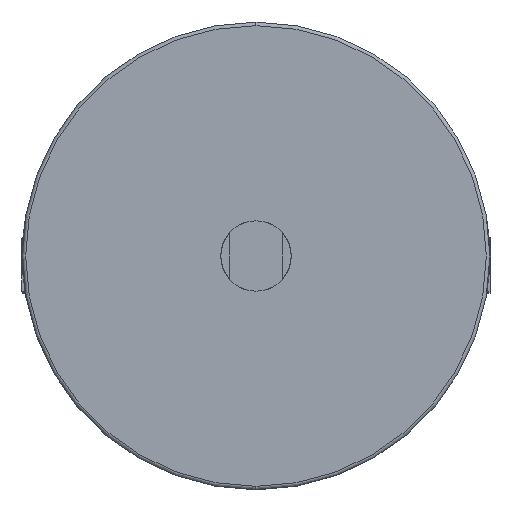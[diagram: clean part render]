
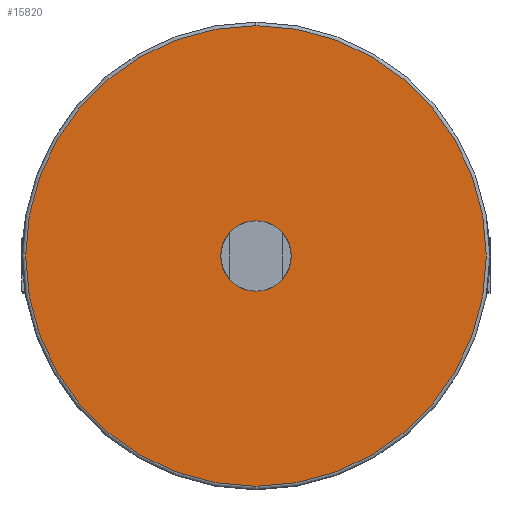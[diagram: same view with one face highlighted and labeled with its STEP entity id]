
A CAD part, left-side view. The second image highlights one B-rep face of the part: STEP entity #15820.
In plain terms, the highlighted planar face has unit normal (-1, 0, 0).
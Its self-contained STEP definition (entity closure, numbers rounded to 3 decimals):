
#778 = CARTESIAN_POINT ( 'NONE',  ( -575., 0., 0. ) ) ;
#1060 = VERTEX_POINT ( 'NONE', #11635 ) ;
#1528 = FACE_OUTER_BOUND ( 'NONE', #5409, .T. ) ;
#1634 = VERTEX_POINT ( 'NONE', #1653 ) ;
#1653 = CARTESIAN_POINT ( 'NONE',  ( -575., 0., 10. ) ) ;
#2093 = AXIS2_PLACEMENT_3D ( 'NONE', #778, #9563, #2116 ) ;
#2116 = DIRECTION ( 'NONE',  ( 0., 0., 1. ) ) ;
#2999 = EDGE_CURVE ( 'NONE', #4735, #1060, #11447, .T. ) ;
#3269 = VERTEX_POINT ( 'NONE', #12161 ) ;
#3579 = DIRECTION ( 'NONE',  ( -1., 0., 0. ) ) ;
#4735 = VERTEX_POINT ( 'NONE', #7230 ) ;
#5278 = AXIS2_PLACEMENT_3D ( 'NONE', #6022, #14545, #7247 ) ;
#5409 = EDGE_LOOP ( 'NONE', ( #13245, #13826 ) ) ;
#5693 = CARTESIAN_POINT ( 'NONE',  ( -575., 0., 0. ) ) ;
#6022 = CARTESIAN_POINT ( 'NONE',  ( -575., 0., 0. ) ) ;
#6639 = AXIS2_PLACEMENT_3D ( 'NONE', #5693, #14238, #6916 ) ;
#6916 = DIRECTION ( 'NONE',  ( 0., 0., 1. ) ) ;
#7230 = CARTESIAN_POINT ( 'NONE',  ( -575., 0., 65.5 ) ) ;
#7247 = DIRECTION ( 'NONE',  ( 0., 0., 1. ) ) ;
#7286 = CIRCLE ( 'NONE', #12640, 65.5 ) ;
#7414 = FACE_BOUND ( 'NONE', #13047, .T. ) ;
#7509 = DIRECTION ( 'NONE',  ( -1., 0., 0. ) ) ;
#7813 = CIRCLE ( 'NONE', #6639, 10. ) ;
#9108 = EDGE_CURVE ( 'NONE', #1060, #4735, #7286, .T. ) ;
#9563 = DIRECTION ( 'NONE',  ( -1., 0., 0. ) ) ;
#9918 = EDGE_CURVE ( 'NONE', #3269, #1634, #12054, .T. ) ;
#10761 = AXIS2_PLACEMENT_3D ( 'NONE', #15588, #3579, #12149 ) ;
#10946 = PLANE ( 'NONE',  #10761 ) ;
#11447 = CIRCLE ( 'NONE', #5278, 65.5 ) ;
#11635 = CARTESIAN_POINT ( 'NONE',  ( -575., 0., -65.5 ) ) ;
#12054 = CIRCLE ( 'NONE', #2093, 10. ) ;
#12149 = DIRECTION ( 'NONE',  ( 0., 0., 1. ) ) ;
#12161 = CARTESIAN_POINT ( 'NONE',  ( -575., 0., -10. ) ) ;
#12640 = AXIS2_PLACEMENT_3D ( 'NONE', #14803, #7509, #16008 ) ;
#13047 = EDGE_LOOP ( 'NONE', ( #14416, #15144 ) ) ;
#13245 = ORIENTED_EDGE ( 'NONE', *, *, #2999, .T. ) ;
#13826 = ORIENTED_EDGE ( 'NONE', *, *, #9108, .T. ) ;
#14238 = DIRECTION ( 'NONE',  ( -1., 0., 0. ) ) ;
#14416 = ORIENTED_EDGE ( 'NONE', *, *, #9918, .F. ) ;
#14545 = DIRECTION ( 'NONE',  ( -1., 0., 0. ) ) ;
#14803 = CARTESIAN_POINT ( 'NONE',  ( -575., 0., 0. ) ) ;
#15144 = ORIENTED_EDGE ( 'NONE', *, *, #15684, .F. ) ;
#15588 = CARTESIAN_POINT ( 'NONE',  ( -575., 66.5, 0. ) ) ;
#15684 = EDGE_CURVE ( 'NONE', #1634, #3269, #7813, .T. ) ;
#15820 = ADVANCED_FACE ( 'NONE', ( #1528, #7414 ), #10946, .T. ) ;
#16008 = DIRECTION ( 'NONE',  ( 0., 0., 1. ) ) ;
